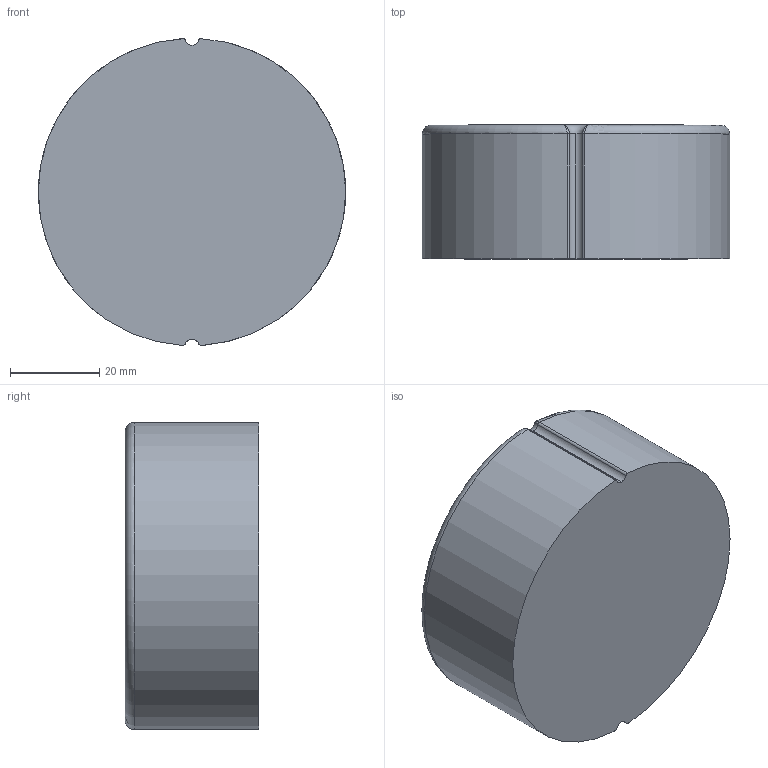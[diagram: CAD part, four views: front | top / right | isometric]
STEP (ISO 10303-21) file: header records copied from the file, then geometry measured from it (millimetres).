
FILE_DESCRIPTION (( 'STEP AP214' ), '1' );
FILE_NAME ('Diadora_59mm.STEP', '2022-01-11T14:39:30', ( '' ), ( '' ), 'SwSTEP 2.0', 'SolidWorks 2022', '' );
FILE_SCHEMA (( 'AUTOMOTIVE_DESIGN' ));
Length unit declared in the file: millimetre
Products named in the file (1): Diadora_59mm
Bounding box: 69 x 30 x 68.87 mm (x, y, z)
Volume: 31807.2 mm3; surface area: 19555.4 mm2
Topology: 1 solids, 1 shells, 74 faces, 179 edges, 104 vertices
Faces by surface type: torus 41, cylinder 26, bspline 4, plane 3
Entity records: 2700 total; most frequent: CARTESIAN_POINT 966, DIRECTION 390, ORIENTED_EDGE 350, AXIS2_PLACEMENT_3D 182, EDGE_CURVE 175, CIRCLE 111, VERTEX_POINT 104, EDGE_LOOP 75
